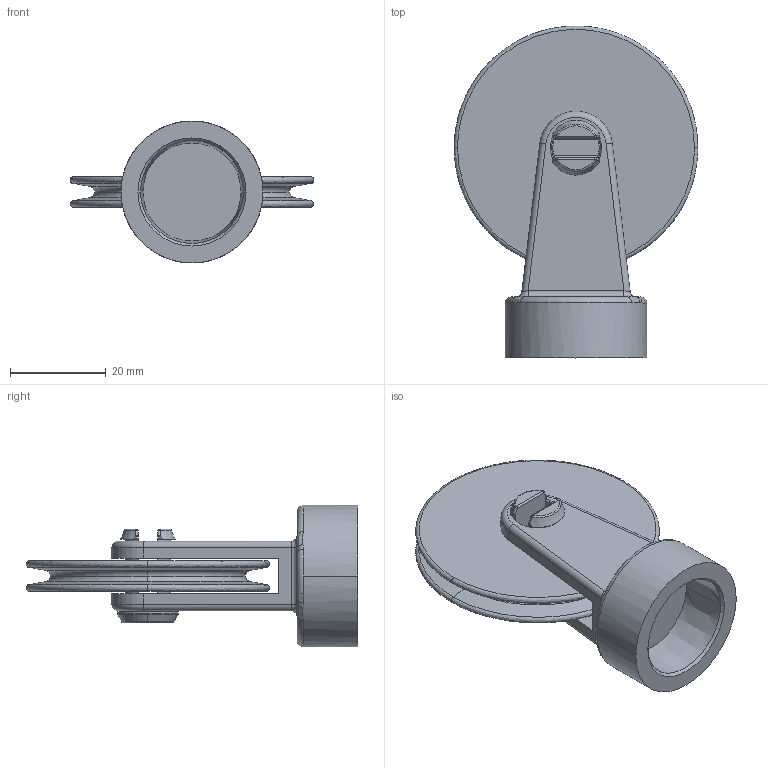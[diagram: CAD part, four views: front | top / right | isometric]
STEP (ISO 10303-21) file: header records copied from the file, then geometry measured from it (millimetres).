
FILE_DESCRIPTION (( 'STEP AP203' ), '1' );
FILE_NAME ('Assem-PulleySys.STEP', '2024-09-18T19:29:03', ( '' ), ( '' ), 'SwSTEP 2.0', 'SolidWorks 2023', '' );
FILE_SCHEMA (( 'CONFIG_CONTROL_DESIGN' ));
Length unit declared in the file: millimetre
Products named in the file (4): Assem-PulleySys; Axle^Assem-PulleySys; Adapter^Assem-PulleySys; Pulley
Assembly tree (3 placements, depth 2):
  Assem-PulleySys
    Pulley
    Adapter^Assem-PulleySys
    Axle^Assem-PulleySys
Bounding box: 50.8 x 69.21 x 29.6 mm (x, y, z)
Volume: 21277.6 mm3; surface area: 12934.4 mm2
Topology: 3 solids, 3 shells, 127 faces, 286 edges, 163 vertices
Faces by surface type: cylinder 30, plane 28, bspline 24, cone 20, torus 17, sphere 8
Entity records: 5058 total; most frequent: CARTESIAN_POINT 1966, DIRECTION 576, ORIENTED_EDGE 564, EDGE_CURVE 282, AXIS2_PLACEMENT_3D 245, VERTEX_POINT 163, CIRCLE 136, EDGE_LOOP 135
